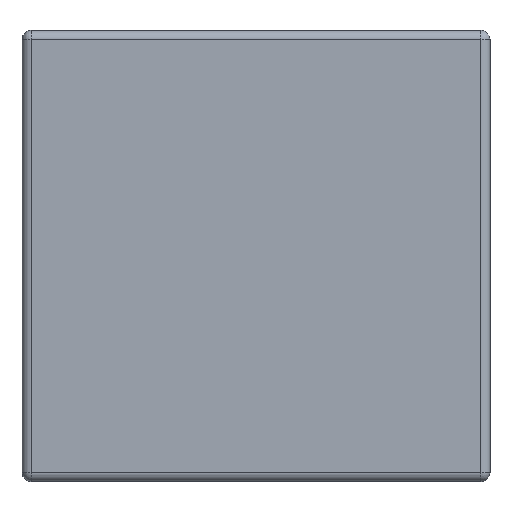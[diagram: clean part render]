
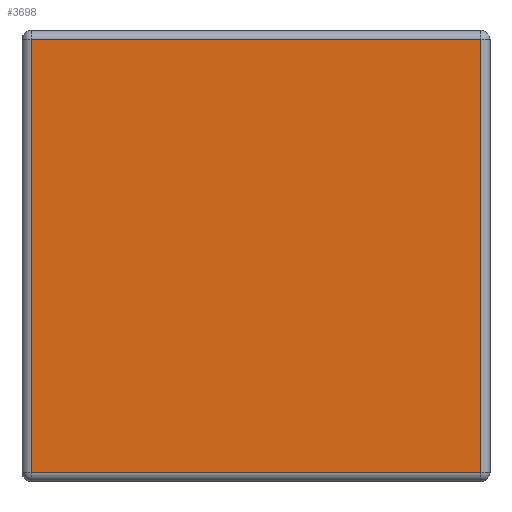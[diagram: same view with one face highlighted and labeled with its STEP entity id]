
A CAD part, left-side view. The second image highlights one B-rep face of the part: STEP entity #3698.
In plain terms, the highlighted planar face has unit normal (-1, 0, 0).
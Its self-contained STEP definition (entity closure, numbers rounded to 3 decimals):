
#103 = DIRECTION ( 'NONE',  ( 0., 1., 0. ) ) ;
#200 = CARTESIAN_POINT ( 'NONE',  ( 0., 0.056, -2.644 ) ) ;
#204 = DIRECTION ( 'NONE',  ( 0., 0., -1. ) ) ;
#310 = DIRECTION ( 'NONE',  ( 0., 0., 1. ) ) ;
#518 = VERTEX_POINT ( 'NONE', #2919 ) ;
#652 = LINE ( 'NONE', #4602, #3082 ) ;
#712 = FACE_OUTER_BOUND ( 'NONE', #1424, .T. ) ;
#843 = CARTESIAN_POINT ( 'NONE',  ( 0., 0., -2.644 ) ) ;
#867 = ORIENTED_EDGE ( 'NONE', *, *, #1227, .T. ) ;
#882 = CARTESIAN_POINT ( 'NONE',  ( 0., 2.8, -0.056 ) ) ;
#1227 = EDGE_CURVE ( 'NONE', #518, #1244, #2962, .T. ) ;
#1244 = VERTEX_POINT ( 'NONE', #3413 ) ;
#1333 = CARTESIAN_POINT ( 'NONE',  ( 0., 0., 0. ) ) ;
#1424 = EDGE_LOOP ( 'NONE', ( #2755, #3437, #867, #2761 ) ) ;
#1437 = VECTOR ( 'NONE', #4346, 1000. ) ;
#1731 = AXIS2_PLACEMENT_3D ( 'NONE', #1333, #3873, #310 ) ;
#1910 = VECTOR ( 'NONE', #103, 1000. ) ;
#1997 = CARTESIAN_POINT ( 'NONE',  ( 0., 2.744, -2.7 ) ) ;
#2755 = ORIENTED_EDGE ( 'NONE', *, *, #3731, .T. ) ;
#2761 = ORIENTED_EDGE ( 'NONE', *, *, #2982, .T. ) ;
#2848 = DIRECTION ( 'NONE',  ( 0., 0., 1. ) ) ;
#2919 = CARTESIAN_POINT ( 'NONE',  ( 0., 0.056, -0.056 ) ) ;
#2962 = LINE ( 'NONE', #882, #1910 ) ;
#2982 = EDGE_CURVE ( 'NONE', #1244, #3707, #3861, .T. ) ;
#3075 = EDGE_CURVE ( 'NONE', #3409, #518, #652, .T. ) ;
#3082 = VECTOR ( 'NONE', #2848, 1000. ) ;
#3409 = VERTEX_POINT ( 'NONE', #200 ) ;
#3413 = CARTESIAN_POINT ( 'NONE',  ( 0., 2.744, -0.056 ) ) ;
#3437 = ORIENTED_EDGE ( 'NONE', *, *, #3075, .T. ) ;
#3520 = VECTOR ( 'NONE', #204, 1000. ) ;
#3698 = ADVANCED_FACE ( 'NONE', ( #712 ), #4568, .T. ) ;
#3707 = VERTEX_POINT ( 'NONE', #3746 ) ;
#3731 = EDGE_CURVE ( 'NONE', #3707, #3409, #3969, .T. ) ;
#3746 = CARTESIAN_POINT ( 'NONE',  ( 0., 2.744, -2.644 ) ) ;
#3861 = LINE ( 'NONE', #1997, #3520 ) ;
#3873 = DIRECTION ( 'NONE',  ( -1., 0., 0. ) ) ;
#3969 = LINE ( 'NONE', #843, #1437 ) ;
#4346 = DIRECTION ( 'NONE',  ( 0., -1., 0. ) ) ;
#4568 = PLANE ( 'NONE',  #1731 ) ;
#4602 = CARTESIAN_POINT ( 'NONE',  ( 0., 0.056, 0. ) ) ;
